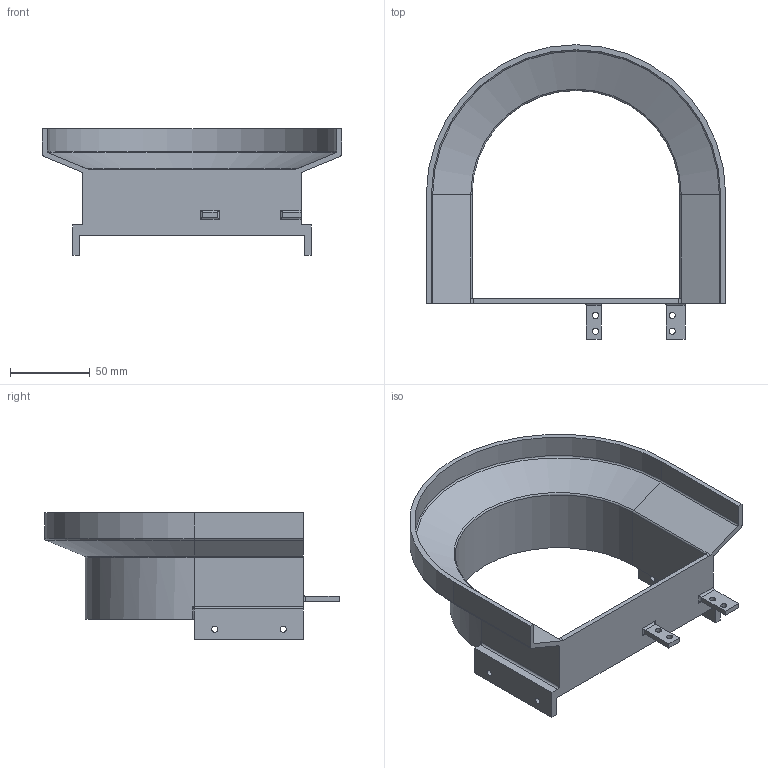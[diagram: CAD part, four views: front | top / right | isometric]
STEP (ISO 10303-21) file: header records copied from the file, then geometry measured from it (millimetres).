
FILE_DESCRIPTION(/* description */ (''),/* implementation_level */ '2;1');
FILE_NAME(/* name */ '5fd01ebf99e56310ae11d0bd',/* time_stamp */ '2020-12-09T00:47:59+00:00',/* author */ (''),/* organization */ (''),/* preprocessor_version */ 'ST-DEVELOPER v16.7',/* originating_system */ $,/* authorisation */ $);
FILE_SCHEMA (('AUTOMOTIVE_DESIGN {1 0 10303 214 3 1 1}'));
Length unit declared in the file: metre
Products named in the file (1): Part 1
Bounding box: 187.32 x 184.31 x 79.38 mm (x, y, z)
Volume: 130679.3 mm3; surface area: 83477.5 mm2
Topology: 1 solids, 1 shells, 77 faces, 201 edges, 126 vertices
Faces by surface type: plane 36, cylinder 33, torus 6, cone 2
Full cylindrical faces by diameter (mm): 3.797 x8
Entity records: 2361 total; most frequent: DIRECTION 411, CARTESIAN_POINT 401, ORIENTED_EDGE 382, EDGE_CURVE 191, AXIS2_PLACEMENT_3D 144, VERTEX_POINT 124, LINE 123, VECTOR 123
